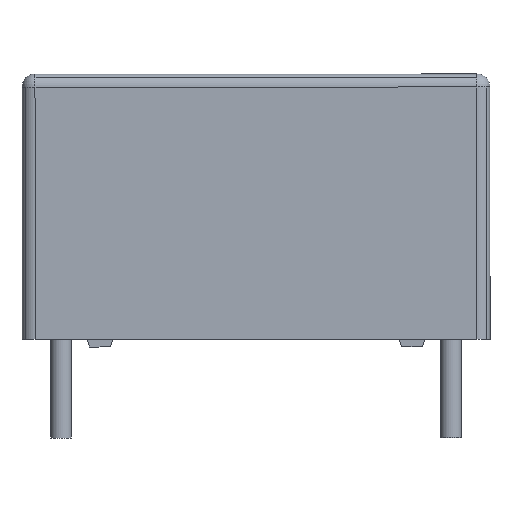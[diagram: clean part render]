
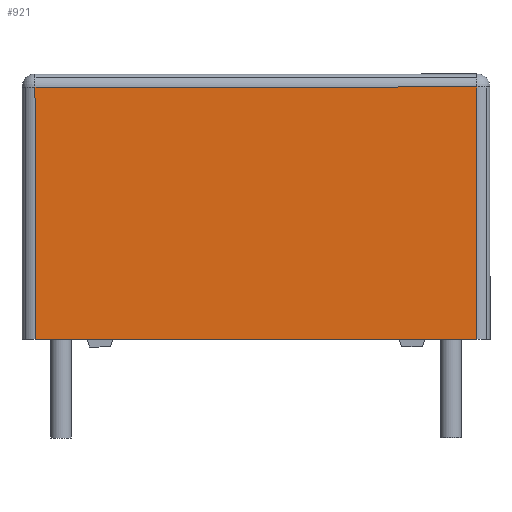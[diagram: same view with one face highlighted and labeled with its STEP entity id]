
A CAD part, front view. The second image highlights one B-rep face of the part: STEP entity #921.
In plain terms, the highlighted planar face has unit normal (0, -1, 0).
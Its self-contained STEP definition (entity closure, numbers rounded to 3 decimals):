
#267=CARTESIAN_POINT('',(-8.5,-2.75,0.3));
#268=VERTEX_POINT('',#267);
#276=CARTESIAN_POINT('',(-8.5,-2.75,10.));
#277=VERTEX_POINT('',#276);
#278=CARTESIAN_POINT('',(-8.5,-2.75,0.3));
#279=DIRECTION('',(0.0,0.0,1.0));
#280=VECTOR('',#279,9.7);
#281=LINE('',#278,#280);
#282=EDGE_CURVE('',#268,#277,#281,.T.);
#593=CARTESIAN_POINT('',(8.5,-2.75,10.));
#594=VERTEX_POINT('',#593);
#595=CARTESIAN_POINT('',(-8.5,-2.75,10.));
#596=DIRECTION('',(1.0,0.0,0.0));
#597=VECTOR('',#596,17.0);
#598=LINE('',#595,#597);
#599=EDGE_CURVE('',#277,#594,#598,.T.);
#887=CARTESIAN_POINT('',(8.5,-2.75,0.3));
#888=VERTEX_POINT('',#887);
#889=CARTESIAN_POINT('',(8.5,-2.75,0.3));
#890=DIRECTION('',(0.0,0.0,1.0));
#891=VECTOR('',#890,9.7);
#892=LINE('',#889,#891);
#893=EDGE_CURVE('',#888,#594,#892,.T.);
#905=CARTESIAN_POINT('',(8.5,-2.75,0.3));
#906=DIRECTION('',(0.0,-1.0,0.0));
#907=DIRECTION('',(0.0,0.0,-1.0));
#908=AXIS2_PLACEMENT_3D('',#905,#906,#907);
#909=PLANE('',#908);
#910=ORIENTED_EDGE('',*,*,#599,.F.);
#911=ORIENTED_EDGE('',*,*,#282,.F.);
#912=CARTESIAN_POINT('',(8.5,-2.75,0.3));
#913=DIRECTION('',(-1.0,0.0,0.0));
#914=VECTOR('',#913,17.0);
#915=LINE('',#912,#914);
#916=EDGE_CURVE('',#888,#268,#915,.T.);
#917=ORIENTED_EDGE('',*,*,#916,.F.);
#918=ORIENTED_EDGE('',*,*,#893,.T.);
#919=EDGE_LOOP('',(#910,#911,#917,#918));
#920=FACE_OUTER_BOUND('',#919,.T.);
#921=ADVANCED_FACE('',(#920),#909,.T.);
